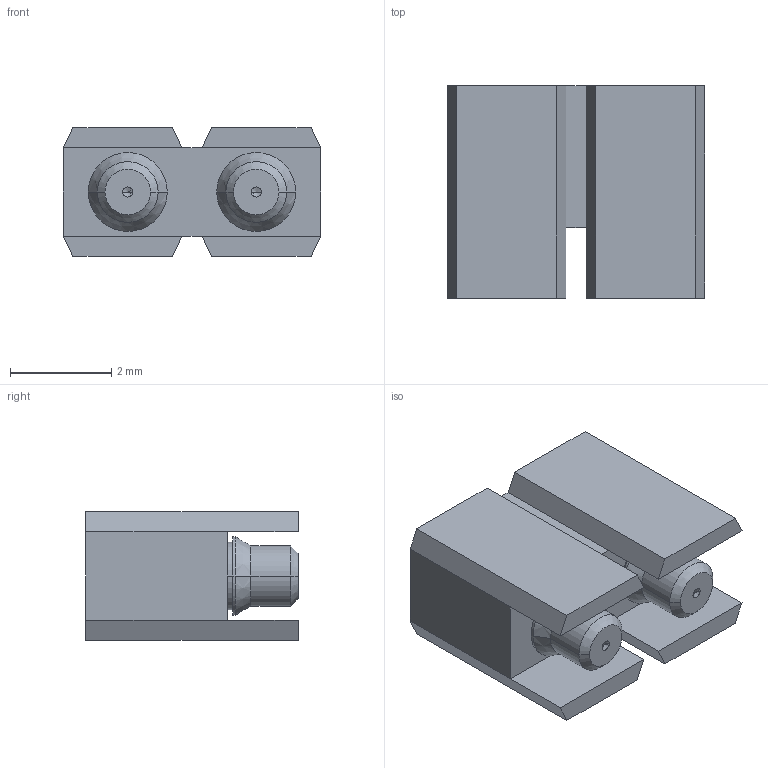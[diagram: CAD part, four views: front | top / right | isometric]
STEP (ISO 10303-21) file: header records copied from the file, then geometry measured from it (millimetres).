
FILE_DESCRIPTION(('STEP AP214'),'1');
FILE_NAME('pcb_connector_801-83-002-30-480101.stp','2017-04-16T19:07:36',('TraceParts'),('TraceParts S.A.'),'Spatial InterOp 3D',' ',' ');
FILE_SCHEMA(('automotive_design'));
Length unit declared in the file: millimetre
Products named in the file (1): pcb_connector_801-83-002-30-480101
Bounding box: 5.08 x 4.2 x 2.54 mm (x, y, z)
Volume: 36.3 mm3; surface area: 153.1 mm2
Topology: 1 solids, 1 shells, 108 faces, 244 edges, 140 vertices
Faces by surface type: cone 36, cylinder 32, plane 32, torus 8
Entity records: 3808 total; most frequent: DIRECTION 558, CARTESIAN_POINT 485, ORIENTED_EDGE 472, EDGE_CURVE 236, AXIS2_PLACEMENT_3D 213, VERTEX_POINT 140, LINE 132, VECTOR 132
